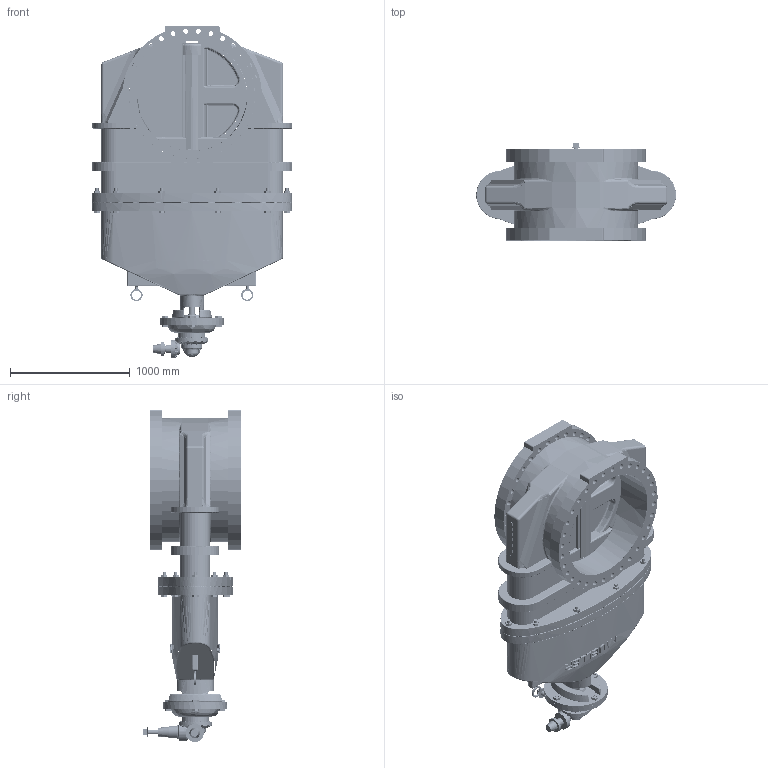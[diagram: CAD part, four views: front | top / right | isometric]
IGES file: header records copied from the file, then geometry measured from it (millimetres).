
Start section: SolidWorks IGES file using analytic representation for surfaces
Global section: file name: A-2361-6_36_N.IGS; native system: SolidWorks 2013; preprocessor: SolidWorks 2013; author: CAD M1; date: 140220.181225; units: millimetre
Bounding box: 1671.92 x 815.97 x 2776.88 mm (x, y, z)
Surface area: 22631640.2 mm2 (no closed solid volume)
Topology: 0 solids, 0 shells, 2037 faces, 45086 edges, 45047 vertices
Faces by surface type: bspline 1155, revolution 882
